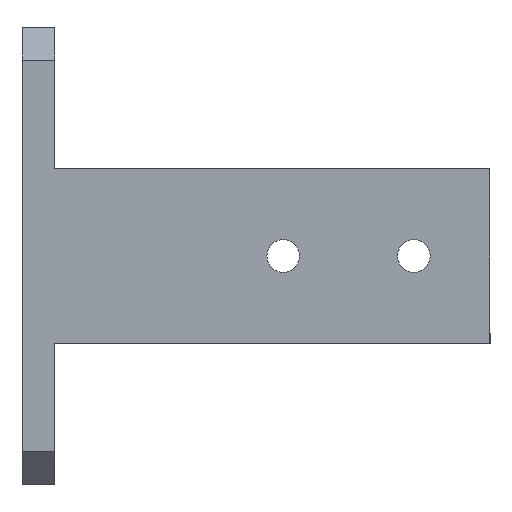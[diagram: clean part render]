
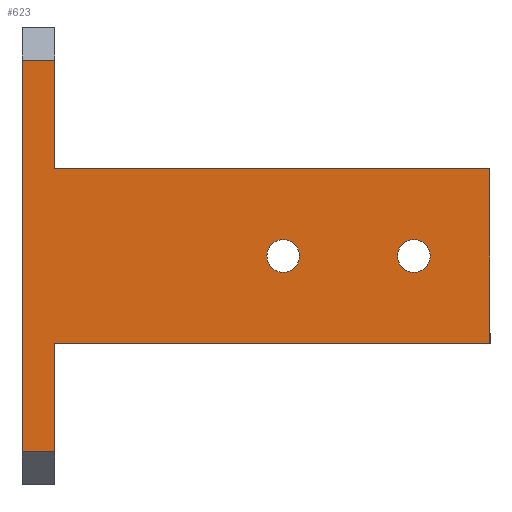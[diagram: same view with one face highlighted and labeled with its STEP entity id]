
A CAD part, left-side view. The second image highlights one B-rep face of the part: STEP entity #623.
In plain terms, the highlighted planar face has unit normal (-1, 0, 0).
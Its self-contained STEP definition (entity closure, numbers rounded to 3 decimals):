
#29=FACE_BOUND('',#122,.T.);
#30=FACE_BOUND('',#123,.T.);
#53=PLANE('',#687);
#82=FACE_OUTER_BOUND('',#121,.T.);
#121=EDGE_LOOP('',(#560,#561,#562,#563,#564,#565,#566,#567));
#122=EDGE_LOOP('',(#568));
#123=EDGE_LOOP('',(#569));
#144=LINE('',#916,#208);
#149=LINE('',#930,#213);
#158=LINE('',#951,#222);
#168=LINE('',#971,#232);
#174=LINE('',#983,#238);
#181=LINE('',#995,#245);
#182=LINE('',#997,#246);
#193=LINE('',#1027,#257);
#208=VECTOR('',#746,10.);
#213=VECTOR('',#757,10.);
#222=VECTOR('',#772,10.);
#232=VECTOR('',#790,10.);
#238=VECTOR('',#802,10.);
#245=VECTOR('',#813,10.);
#246=VECTOR('',#816,10.);
#257=VECTOR('',#853,10.);
#260=CIRCLE('',#644,1.5);
#264=CIRCLE('',#650,1.5);
#280=VERTEX_POINT('',#867);
#284=VERTEX_POINT('',#879);
#299=VERTEX_POINT('',#913);
#300=VERTEX_POINT('',#915);
#305=VERTEX_POINT('',#927);
#306=VERTEX_POINT('',#929);
#315=VERTEX_POINT('',#949);
#321=VERTEX_POINT('',#970);
#324=VERTEX_POINT('',#982);
#327=VERTEX_POINT('',#993);
#337=EDGE_CURVE('',#280,#280,#260,.T.);
#343=EDGE_CURVE('',#284,#284,#264,.T.);
#360=EDGE_CURVE('',#299,#300,#144,.T.);
#367=EDGE_CURVE('',#305,#306,#149,.T.);
#378=EDGE_CURVE('',#315,#299,#158,.T.);
#388=EDGE_CURVE('',#306,#321,#168,.T.);
#394=EDGE_CURVE('',#300,#324,#174,.T.);
#401=EDGE_CURVE('',#305,#327,#181,.T.);
#402=EDGE_CURVE('',#324,#327,#182,.T.);
#417=EDGE_CURVE('',#315,#321,#193,.T.);
#560=ORIENTED_EDGE('',*,*,#378,.F.);
#561=ORIENTED_EDGE('',*,*,#417,.T.);
#562=ORIENTED_EDGE('',*,*,#388,.F.);
#563=ORIENTED_EDGE('',*,*,#367,.F.);
#564=ORIENTED_EDGE('',*,*,#401,.T.);
#565=ORIENTED_EDGE('',*,*,#402,.F.);
#566=ORIENTED_EDGE('',*,*,#394,.F.);
#567=ORIENTED_EDGE('',*,*,#360,.F.);
#568=ORIENTED_EDGE('',*,*,#337,.T.);
#569=ORIENTED_EDGE('',*,*,#343,.T.);
#623=ADVANCED_FACE('',(#82,#29,#30),#53,.T.);
#644=AXIS2_PLACEMENT_3D('',#868,#703,#704);
#650=AXIS2_PLACEMENT_3D('',#880,#717,#718);
#687=AXIS2_PLACEMENT_3D('',#1026,#851,#852);
#703=DIRECTION('center_axis',(1.,0.,0.));
#704=DIRECTION('ref_axis',(0.,-1.,0.));
#717=DIRECTION('center_axis',(1.,0.,0.));
#718=DIRECTION('ref_axis',(0.,-1.,0.));
#746=DIRECTION('',(0.,0.,-1.));
#757=DIRECTION('',(0.,0.,-1.));
#772=DIRECTION('',(0.,-1.,0.));
#790=DIRECTION('',(0.,1.,0.));
#802=DIRECTION('',(0.,-1.,0.));
#813=DIRECTION('',(0.,-1.,0.));
#816=DIRECTION('',(0.,0.,-1.));
#851=DIRECTION('center_axis',(-1.,0.,0.));
#852=DIRECTION('ref_axis',(0.,0.,-1.));
#853=DIRECTION('',(0.,0.,-1.));
#867=CARTESIAN_POINT('',(0.,-39.422,21.));
#868=CARTESIAN_POINT('Origin',(0.,-40.922,21.));
#879=CARTESIAN_POINT('',(0.,-51.422,21.));
#880=CARTESIAN_POINT('Origin',(0.,-52.922,21.));
#913=CARTESIAN_POINT('',(0.,-19.922,39.));
#915=CARTESIAN_POINT('',(0.,-19.922,29.));
#916=CARTESIAN_POINT('',(0.,-19.922,42.));
#927=CARTESIAN_POINT('',(0.,-19.922,13.));
#929=CARTESIAN_POINT('',(0.,-19.922,3.));
#930=CARTESIAN_POINT('',(0.,-19.922,42.));
#949=CARTESIAN_POINT('',(0.,-16.922,39.));
#951=CARTESIAN_POINT('',(0.,-16.922,39.));
#970=CARTESIAN_POINT('',(0.,-16.922,3.));
#971=CARTESIAN_POINT('',(0.,-16.922,3.));
#982=CARTESIAN_POINT('',(0.,-59.922,29.));
#983=CARTESIAN_POINT('',(0.,-19.922,29.));
#993=CARTESIAN_POINT('',(0.,-59.922,13.));
#995=CARTESIAN_POINT('',(0.,-19.922,13.));
#997=CARTESIAN_POINT('',(0.,-59.922,13.));
#1026=CARTESIAN_POINT('Origin',(0.,-16.922,42.));
#1027=CARTESIAN_POINT('',(0.,-16.922,42.));
